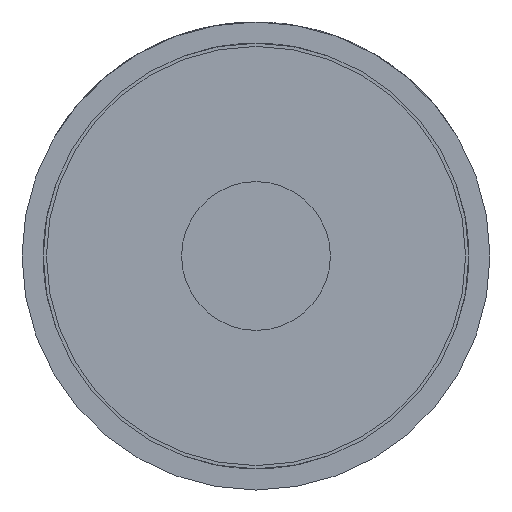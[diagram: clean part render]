
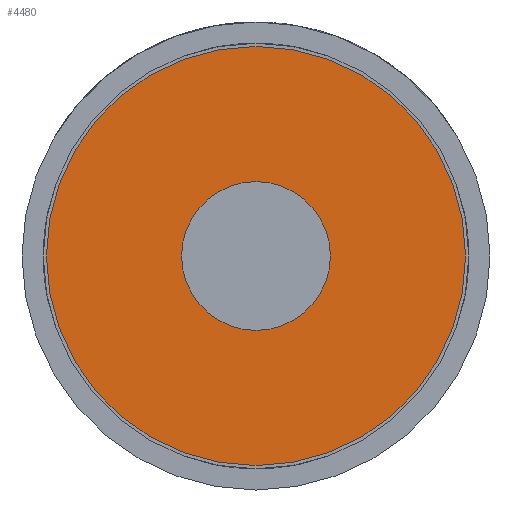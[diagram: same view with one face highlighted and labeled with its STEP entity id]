
A CAD part, front view. The second image highlights one B-rep face of the part: STEP entity #4480.
In plain terms, the highlighted planar face has unit normal (0, -1, 0).
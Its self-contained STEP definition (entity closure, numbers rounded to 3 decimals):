
#414 = CIRCLE ( 'NONE', #1607, 0.985 ) ;
#442 = EDGE_LOOP ( 'NONE', ( #1620, #4756 ) ) ;
#581 = CARTESIAN_POINT ( 'NONE',  ( -0.985, -31.5, 0. ) ) ;
#610 = EDGE_CURVE ( 'Defeature ausgef�hrt3_6+Defeature ausgef�hrt3_5+Defeature ausgef�hrt3_5+Defeature ausgef�hrt3_5', #1078, #4074, #414, .T. ) ;
#711 = DIRECTION ( 'NONE',  ( -1., 0., 0. ) ) ;
#968 = AXIS2_PLACEMENT_3D ( 'NONE', #3327, #3292, #1024 ) ;
#1024 = DIRECTION ( 'NONE',  ( -1., 0., 0. ) ) ;
#1078 = VERTEX_POINT ( 'NONE', #581 ) ;
#1115 = DIRECTION ( 'NONE',  ( 0., 1., 0. ) ) ;
#1317 = AXIS2_PLACEMENT_3D ( 'NONE', #4553, #2645, #711 ) ;
#1370 = VERTEX_POINT ( 'NONE', #1649 ) ;
#1383 = DIRECTION ( 'NONE',  ( 0., 1., 0. ) ) ;
#1412 = AXIS2_PLACEMENT_3D ( 'NONE', #1822, #4083, #1835 ) ;
#1456 = AXIS2_PLACEMENT_3D ( 'NONE', #3388, #1115, #3012 ) ;
#1516 = CARTESIAN_POINT ( 'NONE',  ( 0.985, -31.5, 0. ) ) ;
#1607 = AXIS2_PLACEMENT_3D ( 'NONE', #1778, #1383, #2118 ) ;
#1620 = ORIENTED_EDGE ( 'NONE', *, *, #610, .F. ) ;
#1649 = CARTESIAN_POINT ( 'NONE',  ( 0., -31.5, 0.35 ) ) ;
#1778 = CARTESIAN_POINT ( 'NONE',  ( 0., -31.5, 0. ) ) ;
#1822 = CARTESIAN_POINT ( 'NONE',  ( 0., -31.5, 0. ) ) ;
#1835 = DIRECTION ( 'NONE',  ( -1., 0., 0. ) ) ;
#1902 = VERTEX_POINT ( 'NONE', #2231 ) ;
#2118 = DIRECTION ( 'NONE',  ( -1., 0., 0. ) ) ;
#2231 = CARTESIAN_POINT ( 'NONE',  ( 0., -31.5, -0.35 ) ) ;
#2255 = EDGE_CURVE ( 'Defeature ausgef�hrt3_19+Defeature ausgef�hrt3_5+Defeature ausgef�hrt3_5+Defeature ausgef�hrt3_5', #1370, #1902, #2317, .T. ) ;
#2311 = FACE_OUTER_BOUND ( 'NONE', #442, .T. ) ;
#2317 = CIRCLE ( 'NONE', #968, 0.35 ) ;
#2645 = DIRECTION ( 'NONE',  ( 0., -1., 0. ) ) ;
#2752 = EDGE_CURVE ( 'Defeature ausgef�hrt3_6+Defeature ausgef�hrt3_5+Defeature ausgef�hrt3_5+Defeature ausgef�hrt3_5', #4074, #1078, #3860, .T. ) ;
#2830 = EDGE_LOOP ( 'NONE', ( #3364, #4194 ) ) ;
#2880 = EDGE_CURVE ( 'Defeature ausgef�hrt3_19+Defeature ausgef�hrt3_5+Defeature ausgef�hrt3_5+Defeature ausgef�hrt3_5', #1902, #1370, #3574, .T. ) ;
#3012 = DIRECTION ( 'NONE',  ( -1., 0., 0. ) ) ;
#3292 = DIRECTION ( 'NONE',  ( 0., -1., 0. ) ) ;
#3316 = FACE_BOUND ( 'NONE', #2830, .T. ) ;
#3327 = CARTESIAN_POINT ( 'NONE',  ( 0., -31.5, 0. ) ) ;
#3364 = ORIENTED_EDGE ( 'NONE', *, *, #2255, .F. ) ;
#3388 = CARTESIAN_POINT ( 'NONE',  ( 0.985, -31.5, 0. ) ) ;
#3574 = CIRCLE ( 'NONE', #1317, 0.35 ) ;
#3860 = CIRCLE ( 'NONE', #1412, 0.985 ) ;
#4074 = VERTEX_POINT ( 'NONE', #1516 ) ;
#4083 = DIRECTION ( 'NONE',  ( 0., 1., 0. ) ) ;
#4194 = ORIENTED_EDGE ( 'NONE', *, *, #2880, .F. ) ;
#4480 = ADVANCED_FACE ( 'Defeature ausgef�hrt3_5', ( #3316, #2311 ), #4521, .F. ) ;
#4521 = PLANE ( 'NONE',  #1456 ) ;
#4553 = CARTESIAN_POINT ( 'NONE',  ( 0., -31.5, 0. ) ) ;
#4756 = ORIENTED_EDGE ( 'NONE', *, *, #2752, .F. ) ;
